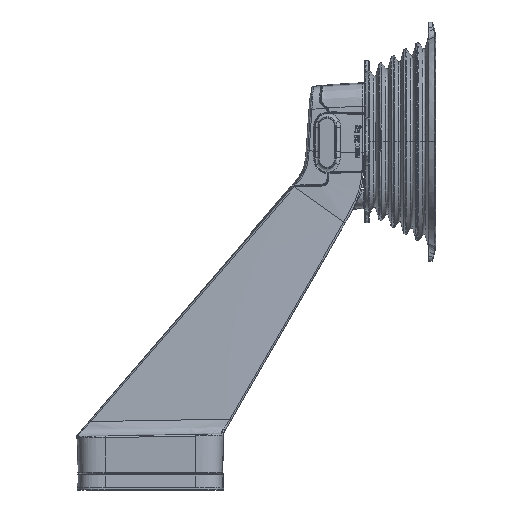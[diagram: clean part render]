
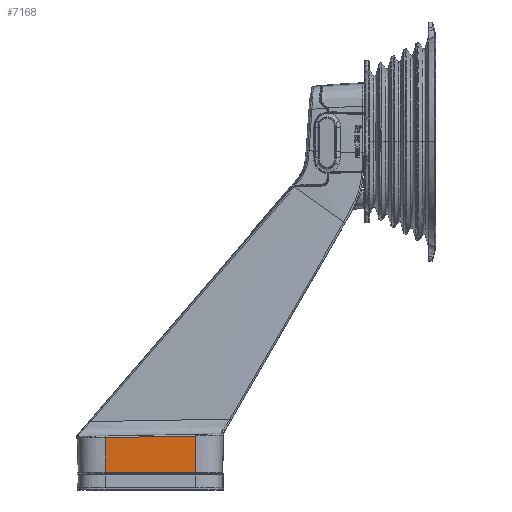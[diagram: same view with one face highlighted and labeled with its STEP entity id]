
A CAD part, left-side view. The second image highlights one B-rep face of the part: STEP entity #7168.
In plain terms, the highlighted planar face has unit normal (-0.999, 0, -0.035).
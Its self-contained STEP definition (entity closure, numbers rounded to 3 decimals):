
#6460 = CARTESIAN_POINT ( 'NONE',  ( -73.513, -131.53, 0.371 ) ) ;
#7168 = ADVANCED_FACE ( 'NONE', ( #86158 ), #21261, .T. ) ;
#10818 = LINE ( 'NONE', #64698, #28301 ) ;
#12371 = VERTEX_POINT ( 'NONE', #79092 ) ;
#12827 = VECTOR ( 'NONE', #113468, 1000. ) ;
#12855 = CARTESIAN_POINT ( 'NONE',  ( -72.652, -70.47, -24.281 ) ) ;
#19079 = CARTESIAN_POINT ( 'NONE',  ( -72.652, -131.53, -24.281 ) ) ;
#21261 = PLANE ( 'NONE',  #77858 ) ;
#25698 = VERTEX_POINT ( 'NONE', #96260 ) ;
#28301 = VECTOR ( 'NONE', #51610, 1000. ) ;
#29915 = CARTESIAN_POINT ( 'NONE',  ( -73.476, -70.488, -0.695 ) ) ;
#41851 = ORIENTED_EDGE ( 'NONE', *, *, #131140, .F. ) ;
#49316 = LINE ( 'NONE', #29915, #12827 ) ;
#49952 = CARTESIAN_POINT ( 'NONE',  ( -72.652, -131.53, -24.281 ) ) ;
#51610 = DIRECTION ( 'NONE',  ( 0., -1., 0. ) ) ;
#58629 = ORIENTED_EDGE ( 'NONE', *, *, #95101, .F. ) ;
#62039 = EDGE_LOOP ( 'NONE', ( #41851, #82583, #58629, #93232 ) ) ;
#64043 = CARTESIAN_POINT ( 'NONE',  ( -73.5, 0., 0. ) ) ;
#64698 = CARTESIAN_POINT ( 'NONE',  ( -72.652, 0., -24.281 ) ) ;
#77858 = AXIS2_PLACEMENT_3D ( 'NONE', #64043, #126815, #125439 ) ;
#79092 = CARTESIAN_POINT ( 'NONE',  ( -72.652, -70.47, -24.281 ) ) ;
#79587 = EDGE_CURVE ( 'NONE', #115251, #25698, #49316, .T. ) ;
#80268 = EDGE_CURVE ( 'NONE', #12371, #109329, #10818, .T. ) ;
#81935 = CARTESIAN_POINT ( 'NONE',  ( -73.513, -131.53, 0.371 ) ) ;
#82583 = ORIENTED_EDGE ( 'NONE', *, *, #80268, .T. ) ;
#86158 = FACE_OUTER_BOUND ( 'NONE', #62039, .T. ) ;
#92114 = B_SPLINE_CURVE_WITH_KNOTS ( 'NONE', 1,
 ( #12855, #126065 ),
 .UNSPECIFIED., .F., .F.,
 ( 2, 2 ),
 ( 0.197, 0.962 ),
 .UNSPECIFIED. ) ;
#93232 = ORIENTED_EDGE ( 'NONE', *, *, #79587, .T. ) ;
#95101 = EDGE_CURVE ( 'NONE', #115251, #109329, #104153, .T. ) ;
#96260 = CARTESIAN_POINT ( 'NONE',  ( -73.476, -70.47, -0.695 ) ) ;
#104153 = B_SPLINE_CURVE_WITH_KNOTS ( 'NONE', 1,
 ( #81935, #19079 ),
 .UNSPECIFIED., .F., .F.,
 ( 2, 2 ),
 ( 0.055, 0.813 ),
 .UNSPECIFIED. ) ;
#109329 = VERTEX_POINT ( 'NONE', #49952 ) ;
#113468 = DIRECTION ( 'NONE',  ( 0.001, 1., -0.017 ) ) ;
#115251 = VERTEX_POINT ( 'NONE', #6460 ) ;
#125439 = DIRECTION ( 'NONE',  ( -0.035, 0., 0.999 ) ) ;
#126065 = CARTESIAN_POINT ( 'NONE',  ( -73.476, -70.47, -0.695 ) ) ;
#126815 = DIRECTION ( 'NONE',  ( -0.999, 0., -0.035 ) ) ;
#131140 = EDGE_CURVE ( 'NONE', #12371, #25698, #92114, .T. ) ;
